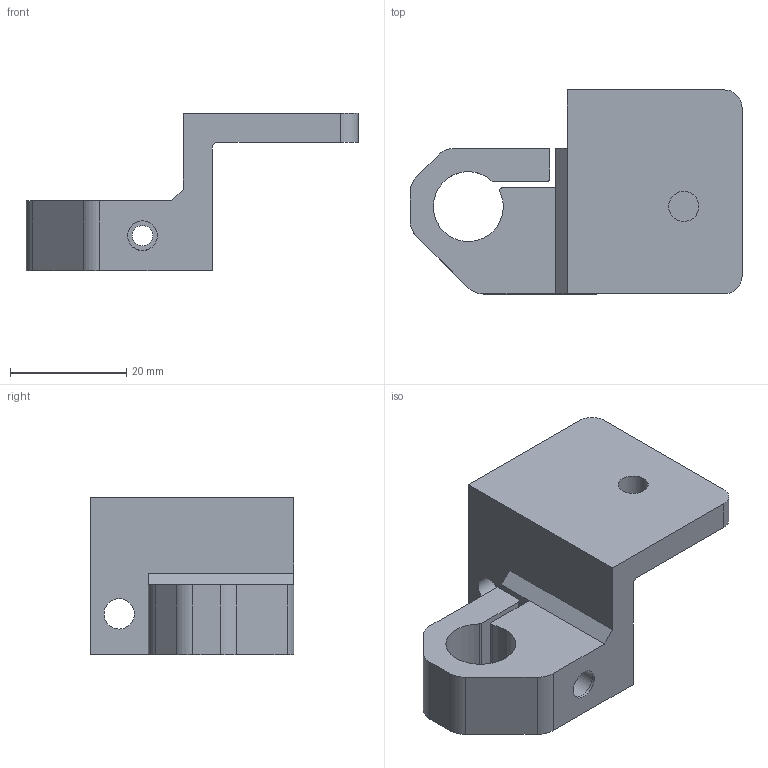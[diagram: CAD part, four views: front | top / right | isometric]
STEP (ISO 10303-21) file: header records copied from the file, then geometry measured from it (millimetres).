
FILE_DESCRIPTION(/* description */ (''),/* implementation_level */ '2;1');
FILE_NAME(/* name */ 'elevated_Z_Axis_Bracket_1.0_F01 v5.step',/* time_stamp */ '2020-09-24T13:17:38-07:00',/* author */ (''),/* organization */ (''),/* preprocessor_version */ 'ST-DEVELOPER v18.1',/* originating_system */ 'Autodesk Translation Framework v9.3.0.1241',/* authorisation */ '');
FILE_SCHEMA (('AUTOMOTIVE_DESIGN { 1 0 10303 214 3 1 1 }'));
Length unit declared in the file: millimetre
Products named in the file (1): elevated_Z_Axis_Bracket_1.0_F01
Bounding box: 57 x 35 x 27 mm (x, y, z)
Volume: 14204.2 mm3; surface area: 7084.2 mm2
Topology: 1 solids, 1 shells, 39 faces, 101 edges, 67 vertices
Faces by surface type: plane 23, cylinder 16
Full cylindrical faces by diameter (mm): 3.5 x2, 5.1 x1, 5.11 x1, 5.2 x2
Entity records: 1251 total; most frequent: DIRECTION 213, CARTESIAN_POINT 208, ORIENTED_EDGE 202, EDGE_CURVE 101, AXIS2_PLACEMENT_3D 72, LINE 69, VECTOR 69, VERTEX_POINT 67
